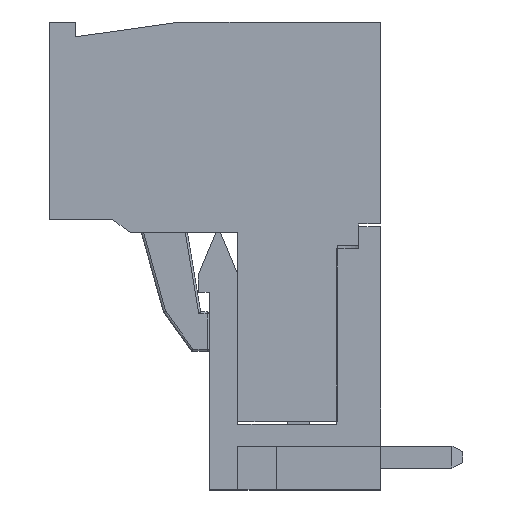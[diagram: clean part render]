
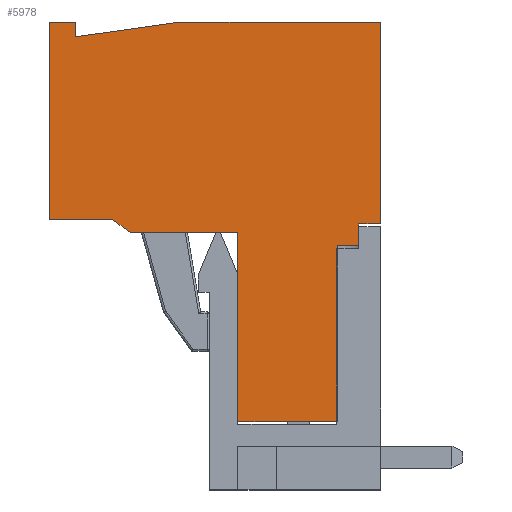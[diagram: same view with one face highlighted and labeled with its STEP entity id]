
A CAD part, left-side view. The second image highlights one B-rep face of the part: STEP entity #5978.
In plain terms, the highlighted face is planar.
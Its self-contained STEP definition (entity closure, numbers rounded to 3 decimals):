
#46 = VECTOR ( 'NONE', #7297, 1000. ) ;
#85 = VECTOR ( 'NONE', #9935, 1000. ) ;
#386 = VERTEX_POINT ( 'NONE', #9244 ) ;
#474 = CARTESIAN_POINT ( 'NONE',  ( 5., 0.6, 8.95 ) ) ;
#483 = CARTESIAN_POINT ( 'NONE',  ( 5., 9.6, -3.25 ) ) ;
#709 = VERTEX_POINT ( 'NONE', #12805 ) ;
#795 = LINE ( 'NONE', #2935, #85 ) ;
#819 = ORIENTED_EDGE ( 'NONE', *, *, #10291, .T. ) ;
#848 = CARTESIAN_POINT ( 'NONE',  ( 5., 9.6, 11.85 ) ) ;
#903 = CARTESIAN_POINT ( 'NONE',  ( 5., 0., 3.25 ) ) ;
#936 = VECTOR ( 'NONE', #1443, 1000. ) ;
#952 = VECTOR ( 'NONE', #12837, 1000. ) ;
#1063 = CARTESIAN_POINT ( 'NONE',  ( 5., 0.6, 11.85 ) ) ;
#1141 = VECTOR ( 'NONE', #10729, 1000. ) ;
#1243 = ORIENTED_EDGE ( 'NONE', *, *, #8100, .T. ) ;
#1338 = EDGE_CURVE ( 'NONE', #8072, #2978, #9601, .T. ) ;
#1443 = DIRECTION ( 'NONE',  ( 0., 1., 0. ) ) ;
#1549 = VERTEX_POINT ( 'NONE', #4831 ) ;
#1555 = CARTESIAN_POINT ( 'NONE',  ( 5., -0.6, -1.29 ) ) ;
#1778 = LINE ( 'NONE', #848, #6331 ) ;
#2041 = VECTOR ( 'NONE', #3870, 1000. ) ;
#2198 = VERTEX_POINT ( 'NONE', #11593 ) ;
#2273 = VECTOR ( 'NONE', #12553, 1000. ) ;
#2295 = EDGE_LOOP ( 'NONE', ( #4398, #12513, #5256, #6417, #2639, #11011, #7734, #1243, #4645, #10261, #10840, #819, #9409, #10771, #6677 ) ) ;
#2340 = DIRECTION ( 'NONE',  ( 0., -0.139, 0.99 ) ) ;
#2483 = LINE ( 'NONE', #6586, #5149 ) ;
#2639 = ORIENTED_EDGE ( 'NONE', *, *, #11793, .T. ) ;
#2702 = DIRECTION ( 'NONE',  ( 0., 1., 0. ) ) ;
#2708 = CARTESIAN_POINT ( 'NONE',  ( 5., -8.6, 3.25 ) ) ;
#2710 = CARTESIAN_POINT ( 'NONE',  ( 5., 0., 0. ) ) ;
#2935 = CARTESIAN_POINT ( 'NONE',  ( 5., 0.6, 8.95 ) ) ;
#2978 = VERTEX_POINT ( 'NONE', #7638 ) ;
#2996 = EDGE_CURVE ( 'NONE', #11186, #8920, #6623, .T. ) ;
#3006 = CARTESIAN_POINT ( 'NONE',  ( 5., -8.6, -2.25 ) ) ;
#3348 = EDGE_CURVE ( 'NONE', #2198, #709, #11646, .T. ) ;
#3350 = CARTESIAN_POINT ( 'NONE',  ( 5., -8.6, -1.29 ) ) ;
#3519 = LINE ( 'NONE', #7630, #6907 ) ;
#3672 = VECTOR ( 'NONE', #10720, 1000. ) ;
#3837 = EDGE_CURVE ( 'NONE', #709, #386, #11568, .T. ) ;
#3870 = DIRECTION ( 'NONE',  ( 0., 0., 1. ) ) ;
#3967 = LINE ( 'NONE', #1063, #7993 ) ;
#4292 = EDGE_CURVE ( 'NONE', #12343, #12795, #1778, .T. ) ;
#4362 = EDGE_CURVE ( 'NONE', #7424, #12343, #4883, .T. ) ;
#4398 = ORIENTED_EDGE ( 'NONE', *, *, #8019, .F. ) ;
#4589 = CARTESIAN_POINT ( 'NONE',  ( 5., -0.6, -2.25 ) ) ;
#4645 = ORIENTED_EDGE ( 'NONE', *, *, #4362, .T. ) ;
#4678 = CARTESIAN_POINT ( 'NONE',  ( 5., 0., 8.15 ) ) ;
#4831 = CARTESIAN_POINT ( 'NONE',  ( 5., 0.4, -3.25 ) ) ;
#4883 = LINE ( 'NONE', #11084, #2041 ) ;
#5149 = VECTOR ( 'NONE', #12819, 1000. ) ;
#5256 = ORIENTED_EDGE ( 'NONE', *, *, #6366, .T. ) ;
#5363 = EDGE_CURVE ( 'NONE', #8938, #7129, #10744, .T. ) ;
#5710 = CARTESIAN_POINT ( 'NONE',  ( 5., 0.6, 11.85 ) ) ;
#5978 = ADVANCED_FACE ( 'NONE', ( #12132 ), #12056, .T. ) ;
#6107 = DIRECTION ( 'NONE',  ( 0., 1., 0. ) ) ;
#6255 = CARTESIAN_POINT ( 'NONE',  ( 5., 0., 3.25 ) ) ;
#6331 = VECTOR ( 'NONE', #8847, 1000. ) ;
#6366 = EDGE_CURVE ( 'NONE', #8072, #7110, #13242, .T. ) ;
#6417 = ORIENTED_EDGE ( 'NONE', *, *, #13229, .T. ) ;
#6526 = DIRECTION ( 'NONE',  ( 0., 0., 1. ) ) ;
#6586 = CARTESIAN_POINT ( 'NONE',  ( 5., 0.4, -2.25 ) ) ;
#6623 = LINE ( 'NONE', #2708, #1141 ) ;
#6677 = ORIENTED_EDGE ( 'NONE', *, *, #2996, .T. ) ;
#6752 = LINE ( 'NONE', #1555, #3672 ) ;
#6907 = VECTOR ( 'NONE', #2702, 1000. ) ;
#7110 = VERTEX_POINT ( 'NONE', #11439 ) ;
#7129 = VERTEX_POINT ( 'NONE', #6255 ) ;
#7297 = DIRECTION ( 'NONE',  ( 0., -1., 0. ) ) ;
#7424 = VERTEX_POINT ( 'NONE', #13245 ) ;
#7630 = CARTESIAN_POINT ( 'NONE',  ( 5., 8.925, 10.65 ) ) ;
#7631 = CARTESIAN_POINT ( 'NONE',  ( 5., 9.6, 11.85 ) ) ;
#7638 = CARTESIAN_POINT ( 'NONE',  ( 5., -0.6, -1.29 ) ) ;
#7734 = ORIENTED_EDGE ( 'NONE', *, *, #3837, .T. ) ;
#7993 = VECTOR ( 'NONE', #11561, 1000. ) ;
#8019 = EDGE_CURVE ( 'NONE', #2978, #8920, #6752, .T. ) ;
#8072 = VERTEX_POINT ( 'NONE', #4589 ) ;
#8100 = EDGE_CURVE ( 'NONE', #386, #7424, #3519, .T. ) ;
#8373 = LINE ( 'NONE', #12474, #936 ) ;
#8475 = CARTESIAN_POINT ( 'NONE',  ( 5., 9.6, 5.85 ) ) ;
#8677 = VECTOR ( 'NONE', #6107, 1000. ) ;
#8776 = EDGE_CURVE ( 'NONE', #12795, #12785, #3967, .T. ) ;
#8847 = DIRECTION ( 'NONE',  ( 0., -1., 0. ) ) ;
#8920 = VERTEX_POINT ( 'NONE', #3350 ) ;
#8938 = VERTEX_POINT ( 'NONE', #4678 ) ;
#9244 = CARTESIAN_POINT ( 'NONE',  ( 5., 8.925, 10.65 ) ) ;
#9409 = ORIENTED_EDGE ( 'NONE', *, *, #5363, .T. ) ;
#9429 = AXIS2_PLACEMENT_3D ( 'NONE', #2710, #9982, #10920 ) ;
#9601 = LINE ( 'NONE', #10558, #9909 ) ;
#9909 = VECTOR ( 'NONE', #6526, 1000. ) ;
#9935 = DIRECTION ( 'NONE',  ( 0., -0.6, -0.8 ) ) ;
#9982 = DIRECTION ( 'NONE',  ( 1., 0., 0. ) ) ;
#10114 = LINE ( 'NONE', #903, #46 ) ;
#10261 = ORIENTED_EDGE ( 'NONE', *, *, #4292, .T. ) ;
#10291 = EDGE_CURVE ( 'NONE', #12785, #8938, #795, .T. ) ;
#10558 = CARTESIAN_POINT ( 'NONE',  ( 5., -0.6, -2.25 ) ) ;
#10720 = DIRECTION ( 'NONE',  ( 0., -1., 0. ) ) ;
#10729 = DIRECTION ( 'NONE',  ( 0., 0., -1. ) ) ;
#10744 = LINE ( 'NONE', #11803, #2273 ) ;
#10771 = ORIENTED_EDGE ( 'NONE', *, *, #10874, .T. ) ;
#10840 = ORIENTED_EDGE ( 'NONE', *, *, #8776, .T. ) ;
#10874 = EDGE_CURVE ( 'NONE', #7129, #11186, #10114, .T. ) ;
#10920 = DIRECTION ( 'NONE',  ( 0., 1., 0. ) ) ;
#11011 = ORIENTED_EDGE ( 'NONE', *, *, #3348, .T. ) ;
#11084 = CARTESIAN_POINT ( 'NONE',  ( 5., 9.6, -3.25 ) ) ;
#11186 = VERTEX_POINT ( 'NONE', #12044 ) ;
#11439 = CARTESIAN_POINT ( 'NONE',  ( 5., 0.4, -2.25 ) ) ;
#11561 = DIRECTION ( 'NONE',  ( 0., 0., -1. ) ) ;
#11568 = LINE ( 'NONE', #8475, #12116 ) ;
#11593 = CARTESIAN_POINT ( 'NONE',  ( 5., 9.6, -3.25 ) ) ;
#11646 = LINE ( 'NONE', #483, #952 ) ;
#11793 = EDGE_CURVE ( 'NONE', #1549, #2198, #8373, .T. ) ;
#11803 = CARTESIAN_POINT ( 'NONE',  ( 5., 0., 11.85 ) ) ;
#12044 = CARTESIAN_POINT ( 'NONE',  ( 5., -8.6, 3.25 ) ) ;
#12056 = PLANE ( 'NONE',  #9429 ) ;
#12116 = VECTOR ( 'NONE', #2340, 1000. ) ;
#12132 = FACE_OUTER_BOUND ( 'NONE', #2295, .T. ) ;
#12343 = VERTEX_POINT ( 'NONE', #7631 ) ;
#12474 = CARTESIAN_POINT ( 'NONE',  ( 5., -8.6, -3.25 ) ) ;
#12513 = ORIENTED_EDGE ( 'NONE', *, *, #1338, .F. ) ;
#12553 = DIRECTION ( 'NONE',  ( 0., 0., -1. ) ) ;
#12785 = VERTEX_POINT ( 'NONE', #474 ) ;
#12795 = VERTEX_POINT ( 'NONE', #5710 ) ;
#12805 = CARTESIAN_POINT ( 'NONE',  ( 5., 9.6, 5.85 ) ) ;
#12819 = DIRECTION ( 'NONE',  ( 0., 0., -1. ) ) ;
#12837 = DIRECTION ( 'NONE',  ( 0., 0., 1. ) ) ;
#13229 = EDGE_CURVE ( 'NONE', #7110, #1549, #2483, .T. ) ;
#13242 = LINE ( 'NONE', #3006, #8677 ) ;
#13245 = CARTESIAN_POINT ( 'NONE',  ( 5., 9.6, 10.65 ) ) ;
